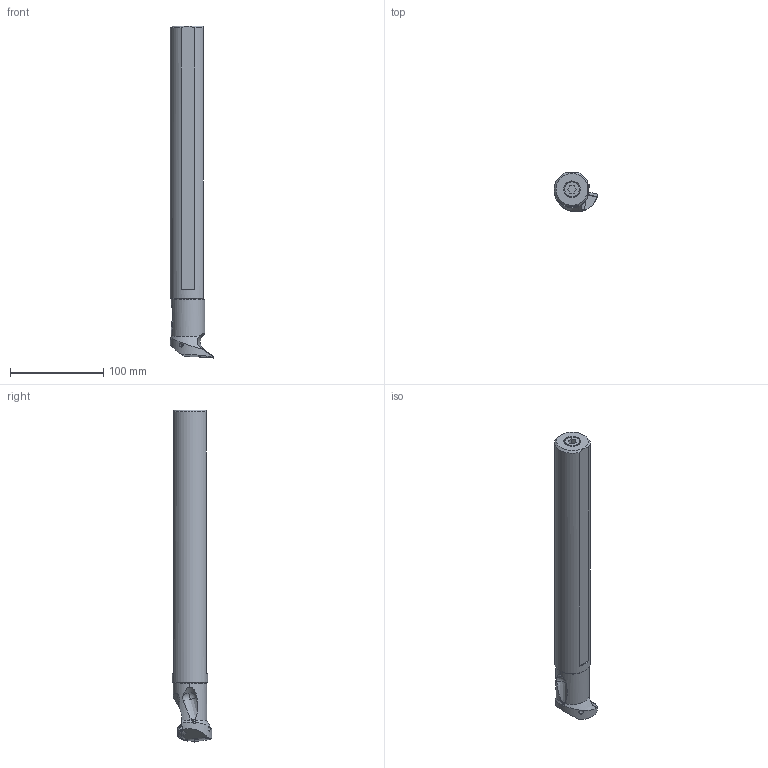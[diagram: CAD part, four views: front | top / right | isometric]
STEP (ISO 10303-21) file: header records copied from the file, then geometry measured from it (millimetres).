
FILE_DESCRIPTION(/* description */ (''),/* implementation_level */ '2;1');
FILE_NAME(/* name */ 'S-DVUNL-243-C.stp',/* time_stamp */ '2021-12-22T09:38:42+09:00',/* author */ (''),/* organization */ (''),/* preprocessor_version */ 'ST-DEVELOPER v16',/* originating_system */ 'SIEMENS PLM Software NX 10.0',/* authorisation */ '');
FILE_SCHEMA (('AUTOMOTIVE_DESIGN { 1 0 10303 214 3 1 1 1 }'));
Length unit declared in the file: millimetre
Products named in the file (1): S-DVUNL-243-C_ASM
Bounding box: 46.71 x 42.64 x 355.12 mm (x, y, z)
Volume: 336081.3 mm3; surface area: 58402.6 mm2
Topology: 7 solids, 7 shells, 332 faces, 894 edges, 574 vertices
Faces by surface type: cylinder 114, plane 87, bspline 64, cone 34, torus 23, sphere 8, extrusion 2
Entity records: 14909 total; most frequent: CARTESIAN_POINT 6919, ORIENTED_EDGE 1764, DIRECTION 1493, EDGE_CURVE 882, AXIS2_PLACEMENT_3D 599, VERTEX_POINT 571, EDGE_LOOP 349, ADVANCED_FACE 332
